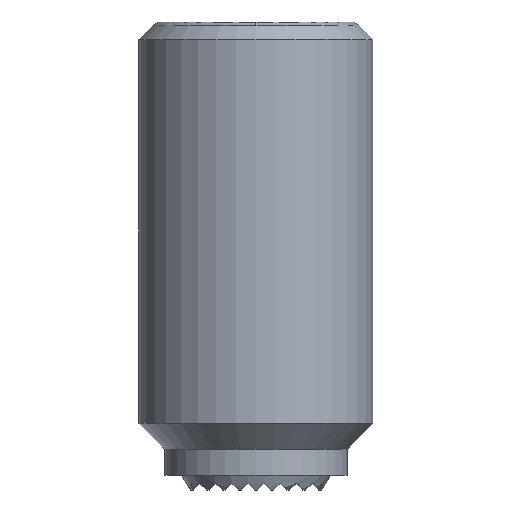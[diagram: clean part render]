
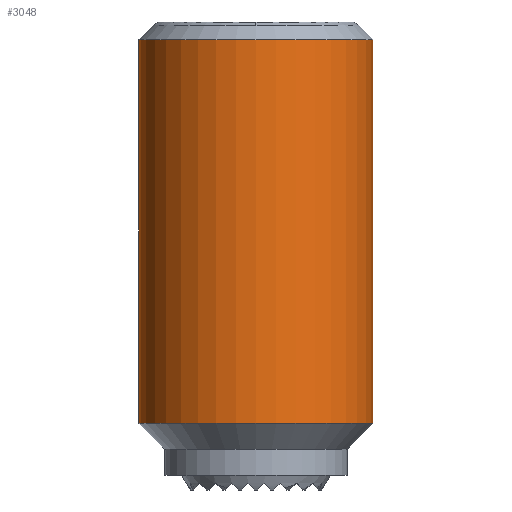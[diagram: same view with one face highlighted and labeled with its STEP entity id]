
A CAD part, front view. The second image highlights one B-rep face of the part: STEP entity #3048.
In plain terms, the highlighted cylindrical face has radius 4 mm (diameter 8 mm), a partial arc.
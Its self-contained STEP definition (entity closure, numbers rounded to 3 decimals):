
#1684=EDGE_CURVE('',#2942,#1736,#4666,.T.);
#1736=VERTEX_POINT('',#4722);
#1860=VERTEX_POINT('',#4859);
#2150=VERTEX_POINT('',#5178);
#2378=EDGE_CURVE('',#2942,#2150,#5431,.T.);
#2664=EDGE_CURVE('',#2150,#1860,#5754,.T.);
#2942=VERTEX_POINT('',#6066);
#3048=ADVANCED_FACE('',(#6181),#6182,.T.);
#4294=EDGE_CURVE('',#1860,#1736,#7587,.T.);
#4666=CIRCLE('',#8063,4.0);
#4722=CARTESIAN_POINT('',(4.,0.,-13.725));
#4859=CARTESIAN_POINT('',(4.,0.,-0.6));
#5178=CARTESIAN_POINT('',(-4.,0.,-0.6));
#5431=LINE('',#9189,#9190);
#5754=CIRCLE('',#9648,4.0);
#6066=CARTESIAN_POINT('',(-4.,0.,-13.725));
#6181=FACE_OUTER_BOUND('',#10265,.T.);
#6182=CYLINDRICAL_SURFACE('',#10266,4.0);
#7587=LINE('',#12238,#12239);
#8063=AXIS2_PLACEMENT_3D('',#12738,#12739,#12740);
#9189=CARTESIAN_POINT('',(-4.,0.,-7.163));
#9190=VECTOR('',#13545,1.0);
#9648=AXIS2_PLACEMENT_3D('',#13929,#13930,#13931);
#10265=EDGE_LOOP('',(#14425,#14426,#14427,#14428));
#10266=AXIS2_PLACEMENT_3D('',#14429,#14430,#14431);
#12238=CARTESIAN_POINT('',(4.,0.,-7.163));
#12239=VECTOR('',#16079,1.0);
#12738=CARTESIAN_POINT('',(0.,0.,-13.725));
#12739=DIRECTION('',(0.0,0.0,1.0));
#12740=DIRECTION('',(-1.0,0.,0.0));
#13545=DIRECTION('',(0.0,0.0,1.0));
#13929=CARTESIAN_POINT('',(0.,0.,-0.6));
#13930=DIRECTION('',(0.0,0.0,1.0));
#13931=DIRECTION('',(-1.0,0.,0.0));
#14425=ORIENTED_EDGE('',*,*,#2378,.F.);
#14426=ORIENTED_EDGE('',*,*,#1684,.T.);
#14427=ORIENTED_EDGE('',*,*,#4294,.F.);
#14428=ORIENTED_EDGE('',*,*,#2664,.F.);
#14429=CARTESIAN_POINT('',(0.,0.,-7.163));
#14430=DIRECTION('',(-0.0,-0.0,-1.0));
#14431=DIRECTION('',(-1.0,0.,0.0));
#16079=DIRECTION('',(-0.0,-0.0,-1.0));
